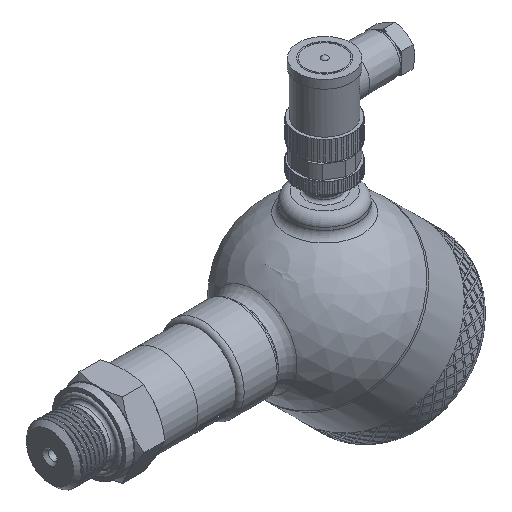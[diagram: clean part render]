
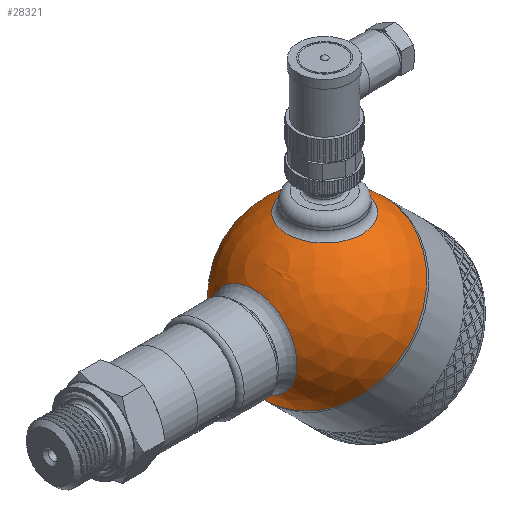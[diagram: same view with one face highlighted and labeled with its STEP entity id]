
A CAD part, isometric view. The second image highlights one B-rep face of the part: STEP entity #28321.
In plain terms, the highlighted spherical face has radius 30 mm.
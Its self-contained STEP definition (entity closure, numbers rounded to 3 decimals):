
#45=SPHERICAL_SURFACE('',#30072,30.);
#1143=FACE_BOUND('',#3793,.T.);
#1144=FACE_BOUND('',#3794,.T.);
#1982=FACE_OUTER_BOUND('',#3792,.T.);
#3792=EDGE_LOOP('',(#20199,#20200,#20201,#20202));
#3793=EDGE_LOOP('',(#20203));
#3794=EDGE_LOOP('',(#20204));
#5524=CIRCLE('',#29995,30.);
#5525=CIRCLE('',#29996,30.);
#5552=CIRCLE('',#30068,13.5);
#5555=CIRCLE('',#30073,30.);
#5556=CIRCLE('',#30074,15.643);
#11013=VERTEX_POINT('',#38536);
#11014=VERTEX_POINT('',#38538);
#11489=VERTEX_POINT('',#44600);
#11491=VERTEX_POINT('',#44607);
#11492=VERTEX_POINT('',#44609);
#14067=EDGE_CURVE('',#11013,#11014,#5524,.T.);
#14068=EDGE_CURVE('',#11014,#11013,#5525,.T.);
#14783=EDGE_CURVE('',#11489,#11489,#5552,.T.);
#14786=EDGE_CURVE('',#11014,#11491,#5555,.T.);
#14787=EDGE_CURVE('',#11492,#11492,#5556,.T.);
#20199=ORIENTED_EDGE('',*,*,#14068,.F.);
#20200=ORIENTED_EDGE('',*,*,#14786,.T.);
#20201=ORIENTED_EDGE('',*,*,#14786,.F.);
#20202=ORIENTED_EDGE('',*,*,#14067,.F.);
#20203=ORIENTED_EDGE('',*,*,#14787,.F.);
#20204=ORIENTED_EDGE('',*,*,#14783,.F.);
#28321=ADVANCED_FACE('',(#1982,#1143,#1144),#45,.T.);
#29995=AXIS2_PLACEMENT_3D('',#38539,#31895,#31896);
#29996=AXIS2_PLACEMENT_3D('',#38540,#31897,#31898);
#30068=AXIS2_PLACEMENT_3D('',#44601,#32293,#32294);
#30072=AXIS2_PLACEMENT_3D('',#44606,#32301,#32302);
#30073=AXIS2_PLACEMENT_3D('',#44608,#32303,#32304);
#30074=AXIS2_PLACEMENT_3D('',#44610,#32305,#32306);
#31895=DIRECTION('center_axis',(1.,0.,0.));
#31896=DIRECTION('ref_axis',(0.,1.,0.));
#31897=DIRECTION('center_axis',(1.,0.,0.));
#31898=DIRECTION('ref_axis',(0.,1.,0.));
#32293=DIRECTION('center_axis',(-0.707,0.,-0.707));
#32294=DIRECTION('ref_axis',(-0.707,0.,0.707));
#32301=DIRECTION('center_axis',(1.,0.,0.));
#32302=DIRECTION('ref_axis',(0.,-1.,0.));
#32303=DIRECTION('center_axis',(0.,0.,1.));
#32304=DIRECTION('ref_axis',(0.,1.,0.));
#32305=DIRECTION('center_axis',(-0.707,0.,0.707));
#32306=DIRECTION('ref_axis',(0.707,0.,0.707));
#38536=CARTESIAN_POINT('',(0.,-30.,0.));
#38538=CARTESIAN_POINT('',(0.,30.,0.));
#38539=CARTESIAN_POINT('Origin',(0.,0.,0.));
#38540=CARTESIAN_POINT('Origin',(0.,0.,0.));
#44600=CARTESIAN_POINT('',(-9.398,0.,-28.49));
#44601=CARTESIAN_POINT('Origin',(-18.944,0.,-18.944));
#44606=CARTESIAN_POINT('Origin',(0.,0.,0.));
#44607=CARTESIAN_POINT('',(-30.,0.,0.));
#44608=CARTESIAN_POINT('Origin',(0.,0.,0.));
#44609=CARTESIAN_POINT('',(-29.162,0.,7.04));
#44610=CARTESIAN_POINT('Origin',(-18.101,0.,18.101));
